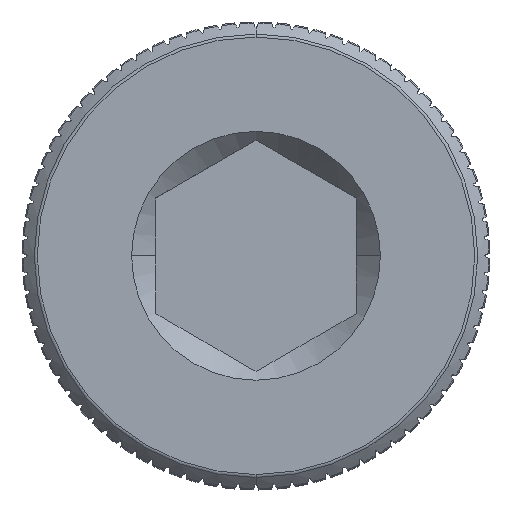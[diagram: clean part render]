
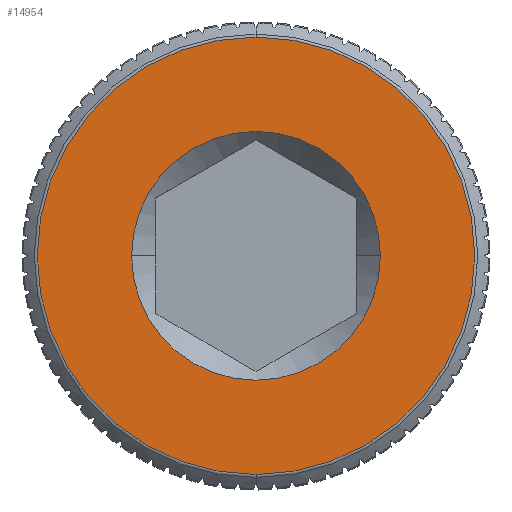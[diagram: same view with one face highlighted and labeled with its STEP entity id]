
A CAD part, top view. The second image highlights one B-rep face of the part: STEP entity #14954.
In plain terms, the highlighted planar face has unit normal (0, 0, 1).
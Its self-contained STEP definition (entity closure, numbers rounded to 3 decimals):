
#361 = CARTESIAN_POINT ( 'NONE',  ( -1.862, 0., 17. ) ) ;
#424 = ORIENTED_EDGE ( 'NONE', *, *, #4609, .F. ) ;
#1487 = EDGE_LOOP ( 'NONE', ( #27148, #9293 ) ) ;
#2041 = DIRECTION ( 'NONE',  ( 0., 0., 1. ) ) ;
#2233 = CARTESIAN_POINT ( 'NONE',  ( 0., -3.274, 17. ) ) ;
#3115 = CIRCLE ( 'NONE', #6451, 1.862 ) ;
#3645 = CIRCLE ( 'NONE', #28047, 3.274 ) ;
#4609 = EDGE_CURVE ( 'NONE', #18405, #7143, #10484, .T. ) ;
#6451 = AXIS2_PLACEMENT_3D ( 'NONE', #25206, #17856, #22867 ) ;
#7143 = VERTEX_POINT ( 'NONE', #27616 ) ;
#7352 = DIRECTION ( 'NONE',  ( 0., -1., 0. ) ) ;
#7710 = EDGE_CURVE ( 'NONE', #19067, #28025, #11981, .T. ) ;
#9293 = ORIENTED_EDGE ( 'NONE', *, *, #28378, .F. ) ;
#9690 = PLANE ( 'NONE',  #20128 ) ;
#10484 = CIRCLE ( 'NONE', #14499, 1.862 ) ;
#10571 = DIRECTION ( 'NONE',  ( 0., 1., 0. ) ) ;
#10748 = EDGE_CURVE ( 'NONE', #7143, #18405, #3115, .T. ) ;
#11981 = CIRCLE ( 'NONE', #12332, 3.274 ) ;
#12153 = FACE_OUTER_BOUND ( 'NONE', #1487, .T. ) ;
#12332 = AXIS2_PLACEMENT_3D ( 'NONE', #19931, #15027, #10571 ) ;
#13172 = DIRECTION ( 'NONE',  ( 0., 1., 0. ) ) ;
#14499 = AXIS2_PLACEMENT_3D ( 'NONE', #31432, #28683, #24004 ) ;
#14954 = ADVANCED_FACE ( 'NONE', ( #23137, #12153 ), #9690, .T. ) ;
#15027 = DIRECTION ( 'NONE',  ( 0., 0., -1. ) ) ;
#15918 = DIRECTION ( 'NONE',  ( 0., 0., -1. ) ) ;
#17014 = ORIENTED_EDGE ( 'NONE', *, *, #10748, .F. ) ;
#17856 = DIRECTION ( 'NONE',  ( 0., 0., 1. ) ) ;
#18222 = CARTESIAN_POINT ( 'NONE',  ( 0., 3.274, 17. ) ) ;
#18405 = VERTEX_POINT ( 'NONE', #361 ) ;
#19067 = VERTEX_POINT ( 'NONE', #18222 ) ;
#19743 = EDGE_LOOP ( 'NONE', ( #17014, #424 ) ) ;
#19931 = CARTESIAN_POINT ( 'NONE',  ( 0., 0., 17. ) ) ;
#20128 = AXIS2_PLACEMENT_3D ( 'NONE', #21606, #2041, #7352 ) ;
#21606 = CARTESIAN_POINT ( 'NONE',  ( 0., 0., 17. ) ) ;
#22867 = DIRECTION ( 'NONE',  ( 1., 0., 0. ) ) ;
#23137 = FACE_BOUND ( 'NONE', #19743, .T. ) ;
#24004 = DIRECTION ( 'NONE',  ( 1., 0., 0. ) ) ;
#25206 = CARTESIAN_POINT ( 'NONE',  ( 0., 0., 17. ) ) ;
#27148 = ORIENTED_EDGE ( 'NONE', *, *, #7710, .F. ) ;
#27616 = CARTESIAN_POINT ( 'NONE',  ( 1.862, 0., 17. ) ) ;
#27726 = CARTESIAN_POINT ( 'NONE',  ( 0., 0., 17. ) ) ;
#28025 = VERTEX_POINT ( 'NONE', #2233 ) ;
#28047 = AXIS2_PLACEMENT_3D ( 'NONE', #27726, #15918, #13172 ) ;
#28378 = EDGE_CURVE ( 'NONE', #28025, #19067, #3645, .T. ) ;
#28683 = DIRECTION ( 'NONE',  ( 0., 0., 1. ) ) ;
#31432 = CARTESIAN_POINT ( 'NONE',  ( 0., 0., 17. ) ) ;
